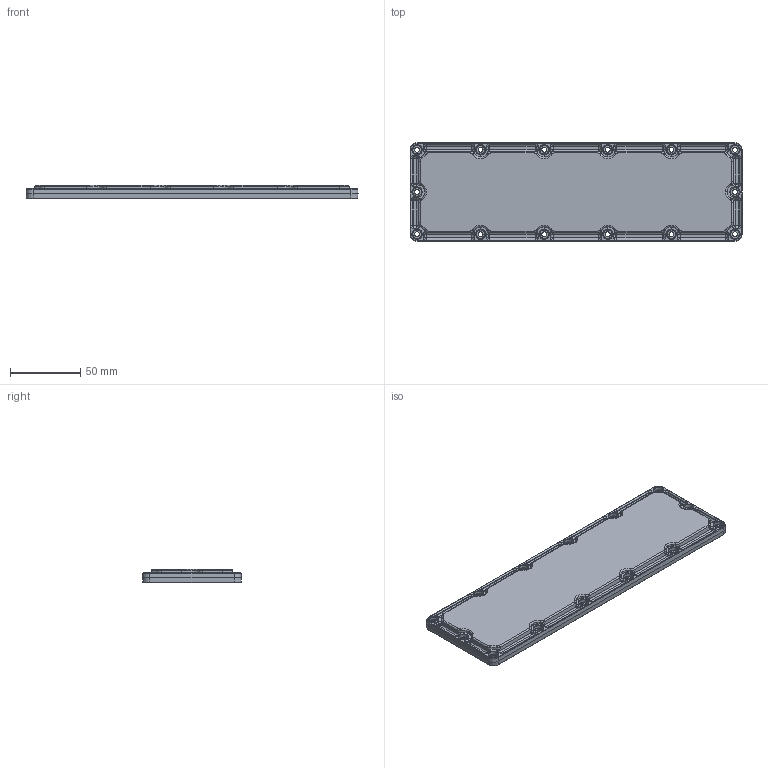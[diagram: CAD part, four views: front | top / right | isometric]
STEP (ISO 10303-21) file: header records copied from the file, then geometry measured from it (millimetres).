
FILE_DESCRIPTION (( 'STEP AP214' ), '1' );
FILE_NAME ('ﾀﾌﾒ-ﾍﾂ-236x70-5050(29)-60 (ﾀﾌﾒ-ﾍﾂ-236x70-5050(29)-60-ﾐﾑ).STEP', '2023-01-24T13:38:39', ( '' ), ( '' ), 'SwSTEP 2.0', 'SolidWorks 2019', '' );
FILE_SCHEMA (( 'AUTOMOTIVE_DESIGN' ));
Products named in the file (1): ﾀﾌﾒ-ﾍﾂ-236x70-5050(29)-60 (ﾀﾌﾒ-ﾍﾂ-236x70-5050(29)-60-ﾐﾑ)
Bounding box: 236 x 70 x 9.3 mm (x, y, z)
Surface area: 52996.3 mm2 (no closed solid volume)
Topology: 0 solids, 1 shells, 1970 faces, 4768 edges, 2868 vertices
Faces by surface type: cone 563, torus 509, plane 349, bspline 295, cylinder 246, sphere 8
Entity records: 69504 total; most frequent: CARTESIAN_POINT 24490, DIRECTION 9683, ORIENTED_EDGE 9454, EDGE_CURVE 4732, AXIS2_PLACEMENT_3D 4142, VERTEX_POINT 2868, CIRCLE 2466, EDGE_LOOP 2106
